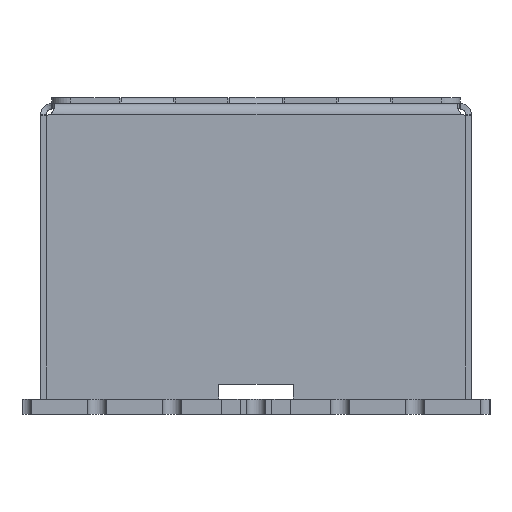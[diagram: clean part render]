
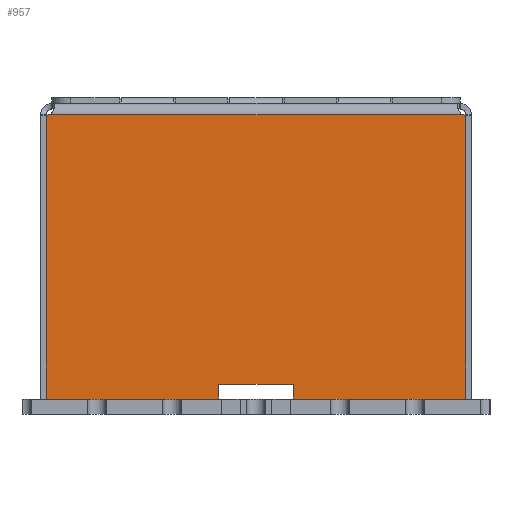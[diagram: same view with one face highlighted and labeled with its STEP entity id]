
A CAD part, left-side view. The second image highlights one B-rep face of the part: STEP entity #957.
In plain terms, the highlighted planar face has unit normal (-1, 0, 0).
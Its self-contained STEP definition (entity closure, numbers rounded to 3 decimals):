
#957=ADVANCED_FACE('',(#7745),#7747,.F.);
#7745=FACE_BOUND('',#7746,.T.);
#7746=EDGE_LOOP('',(#16392,#16393,#16394,#16395,#16396,#16397,#16398,#16399,#16400,
#16401));
#7747=PLANE('',#7748);
#7748=AXIS2_PLACEMENT_3D('',#7749,#7750,#7751);
#7749=CARTESIAN_POINT('',(-14.15,0.,16.613));
#7750=DIRECTION('',(1.,0.,0.));
#7751=DIRECTION('',(0.,0.,-1.));
#16392=ORIENTED_EDGE('',*,*,#20060,.T.);
#16393=ORIENTED_EDGE('',*,*,#20415,.F.);
#16394=ORIENTED_EDGE('',*,*,#20416,.F.);
#16395=ORIENTED_EDGE('',*,*,#20417,.F.);
#16396=ORIENTED_EDGE('',*,*,#20095,.T.);
#16397=ORIENTED_EDGE('',*,*,#20414,.F.);
#16398=ORIENTED_EDGE('',*,*,#20418,.T.);
#16399=ORIENTED_EDGE('',*,*,#20407,.F.);
#16400=ORIENTED_EDGE('',*,*,#20419,.F.);
#16401=ORIENTED_EDGE('',*,*,#20420,.T.);
#20060=EDGE_CURVE('',#22275,#22276,#22277,.T.);
#20095=EDGE_CURVE('',#22340,#22337,#22341,.T.);
#20407=EDGE_CURVE('',#22885,#22887,#22888,.T.);
#20414=EDGE_CURVE('',#22897,#22337,#22899,.T.);
#20415=EDGE_CURVE('',#22900,#22276,#22901,.T.);
#20416=EDGE_CURVE('',#22902,#22900,#22903,.T.);
#20417=EDGE_CURVE('',#22340,#22902,#22904,.T.);
#20418=EDGE_CURVE('',#22897,#22887,#22905,.T.);
#20419=EDGE_CURVE('',#22906,#22885,#22907,.T.);
#20420=EDGE_CURVE('',#22906,#22275,#22908,.T.);
#22275=VERTEX_POINT('',#26005);
#22276=VERTEX_POINT('',#26006);
#22277=LINE('',#26007,#26008);
#22337=VERTEX_POINT('',#26144);
#22340=VERTEX_POINT('',#26149);
#22341=LINE('',#26150,#26151);
#22885=VERTEX_POINT('',#27352);
#22887=VERTEX_POINT('',#27373);
#22888=LINE('',#27374,#27375);
#22897=VERTEX_POINT('',#27442);
#22899=LINE('',#27446,#27447);
#22900=VERTEX_POINT('',#27449);
#22901=LINE('',#27450,#27451);
#22902=VERTEX_POINT('',#27453);
#22903=LINE('',#27454,#27455);
#22904=LINE('',#27457,#27458);
#22905=CIRCLE('',#27460,0.45);
#22906=VERTEX_POINT('',#27464);
#22907=CIRCLE('',#27465,0.45);
#22908=LINE('',#27469,#27470);
#26005=CARTESIAN_POINT('',(-14.15,11.199,0.813));
#26006=CARTESIAN_POINT('',(-14.15,2.,0.813));
#26007=CARTESIAN_POINT('',(-14.15,11.199,0.813));
#26008=VECTOR('',#26009,1.);
#26009=DIRECTION('',(0.,-1.,0.));
#26144=CARTESIAN_POINT('',(-14.15,-11.199,0.813));
#26149=CARTESIAN_POINT('',(-14.15,-2.,0.813));
#26150=CARTESIAN_POINT('',(-14.15,-2.,0.813));
#26151=VECTOR('',#26152,1.);
#26152=DIRECTION('',(0.,-1.,0.));
#27352=CARTESIAN_POINT('',(-14.15,11.009,16.013));
#27373=CARTESIAN_POINT('',(-14.15,-11.009,16.013));
#27374=CARTESIAN_POINT('',(-14.15,11.009,16.013));
#27375=VECTOR('',#27376,1.);
#27376=DIRECTION('',(0.,-1.,0.));
#27442=CARTESIAN_POINT('',(-14.15,-11.199,15.971));
#27446=CARTESIAN_POINT('',(-14.15,-11.199,15.971));
#27447=VECTOR('',#27448,1.);
#27448=DIRECTION('',(0.,0.,-1.));
#27449=CARTESIAN_POINT('',(-14.15,2.,1.613));
#27450=CARTESIAN_POINT('',(-14.15,2.,1.613));
#27451=VECTOR('',#27452,1.);
#27452=DIRECTION('',(0.,0.,-1.));
#27453=CARTESIAN_POINT('',(-14.15,-2.,1.613));
#27454=CARTESIAN_POINT('',(-14.15,-2.,1.613));
#27455=VECTOR('',#27456,1.);
#27456=DIRECTION('',(0.,1.,0.));
#27457=CARTESIAN_POINT('',(-14.15,-2.,0.813));
#27458=VECTOR('',#27459,1.);
#27459=DIRECTION('',(0.,0.,1.));
#27460=AXIS2_PLACEMENT_3D('',#27461,#27462,#27463);
#27461=CARTESIAN_POINT('',(-14.15,-11.199,16.421));
#27462=DIRECTION('',(1.,0.,0.));
#27463=DIRECTION('',(0.,0.,-1.));
#27464=CARTESIAN_POINT('',(-14.15,11.199,15.971));
#27465=AXIS2_PLACEMENT_3D('',#27466,#27467,#27468);
#27466=CARTESIAN_POINT('',(-14.15,11.199,16.421));
#27467=DIRECTION('',(-1.,0.,0.));
#27468=DIRECTION('',(0.,0.,-1.));
#27469=CARTESIAN_POINT('',(-14.15,11.199,15.971));
#27470=VECTOR('',#27471,1.);
#27471=DIRECTION('',(0.,0.,-1.));
